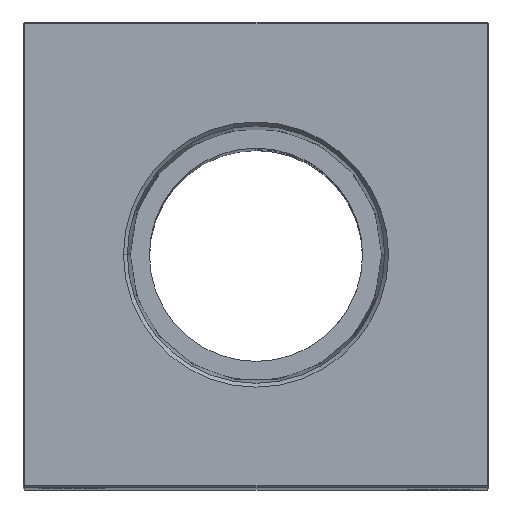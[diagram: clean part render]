
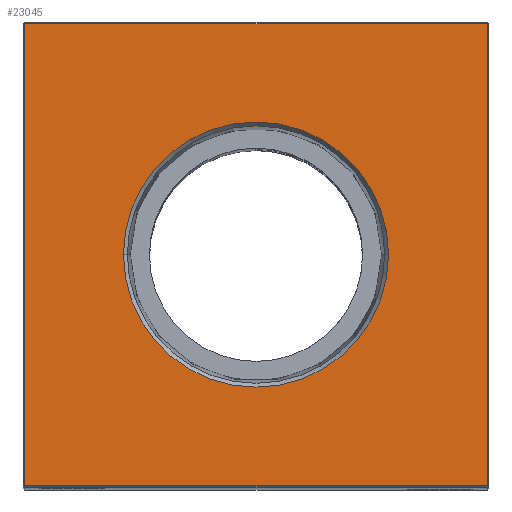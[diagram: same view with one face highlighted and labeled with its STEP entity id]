
A CAD part, top view. The second image highlights one B-rep face of the part: STEP entity #23045.
In plain terms, the highlighted planar face has unit normal (0, 0, 1).
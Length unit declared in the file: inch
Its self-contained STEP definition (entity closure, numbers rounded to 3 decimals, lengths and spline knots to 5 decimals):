
#157 = AXIS2_PLACEMENT_3D ( 'NONE', #15673, #5305, #9377 ) ;
#642 = CARTESIAN_POINT ( 'NONE',  ( -1.49, -1.49, 10.5 ) ) ;
#811 = VERTEX_POINT ( 'NONE', #14836 ) ;
#1210 = EDGE_CURVE ( 'NONE', #13649, #7816, #15842, .T. ) ;
#2152 = EDGE_CURVE ( 'NONE', #811, #25972, #21444, .T. ) ;
#2264 = CARTESIAN_POINT ( 'NONE',  ( 1.49, 0., 10.5 ) ) ;
#2281 = ORIENTED_EDGE ( 'NONE', *, *, #2152, .T. ) ;
#2345 = CARTESIAN_POINT ( 'NONE',  ( -1.49, 1.49, 10.5 ) ) ;
#2397 = DIRECTION ( 'NONE',  ( 0., 1., 0. ) ) ;
#2482 = ORIENTED_EDGE ( 'NONE', *, *, #2713, .T. ) ;
#2713 = EDGE_CURVE ( 'NONE', #11002, #18655, #25426, .T. ) ;
#3398 = VECTOR ( 'NONE', #21356, 39.37008 ) ;
#4121 = EDGE_LOOP ( 'NONE', ( #2482, #10149, #2281, #17421 ) ) ;
#4562 = FACE_BOUND ( 'NONE', #9912, .T. ) ;
#5305 = DIRECTION ( 'NONE',  ( 0., 0., 1. ) ) ;
#5406 = VECTOR ( 'NONE', #7637, 39.37008 ) ;
#6009 = AXIS2_PLACEMENT_3D ( 'NONE', #23871, #9323, #26130 ) ;
#6252 = FACE_OUTER_BOUND ( 'NONE', #4121, .T. ) ;
#6665 = DIRECTION ( 'NONE',  ( -1., 0., 0. ) ) ;
#7363 = LINE ( 'NONE', #26824, #5406 ) ;
#7637 = DIRECTION ( 'NONE',  ( -1., 0., 0. ) ) ;
#7816 = VERTEX_POINT ( 'NONE', #14784 ) ;
#9323 = DIRECTION ( 'NONE',  ( 0., 0., 1. ) ) ;
#9377 = DIRECTION ( 'NONE',  ( 1., 0., 0. ) ) ;
#9912 = EDGE_LOOP ( 'NONE', ( #19310, #12667 ) ) ;
#10149 = ORIENTED_EDGE ( 'NONE', *, *, #22919, .T. ) ;
#10190 = CARTESIAN_POINT ( 'NONE',  ( 0., -1.49, 10.5 ) ) ;
#11002 = VERTEX_POINT ( 'NONE', #2345 ) ;
#11870 = LINE ( 'NONE', #10190, #14588 ) ;
#12667 = ORIENTED_EDGE ( 'NONE', *, *, #1210, .F. ) ;
#12685 = PLANE ( 'NONE',  #23099 ) ;
#13038 = EDGE_CURVE ( 'NONE', #7816, #13649, #16704, .T. ) ;
#13649 = VERTEX_POINT ( 'NONE', #16572 ) ;
#13694 = VECTOR ( 'NONE', #2397, 39.37008 ) ;
#14588 = VECTOR ( 'NONE', #25030, 39.37008 ) ;
#14762 = CARTESIAN_POINT ( 'NONE',  ( -1.49, 0., 10.5 ) ) ;
#14784 = CARTESIAN_POINT ( 'NONE',  ( 0.85498, 0., 10.5 ) ) ;
#14836 = CARTESIAN_POINT ( 'NONE',  ( 1.49, -1.49, 10.5 ) ) ;
#14854 = CARTESIAN_POINT ( 'NONE',  ( 1.49, 1.49, 10.5 ) ) ;
#15673 = CARTESIAN_POINT ( 'NONE',  ( 0., 0., 10.5 ) ) ;
#15842 = CIRCLE ( 'NONE', #6009, 0.85498 ) ;
#16572 = CARTESIAN_POINT ( 'NONE',  ( -0.85498, 0., 10.5 ) ) ;
#16704 = CIRCLE ( 'NONE', #157, 0.85498 ) ;
#16759 = CARTESIAN_POINT ( 'NONE',  ( 0., 0., 10.5 ) ) ;
#17421 = ORIENTED_EDGE ( 'NONE', *, *, #18044, .T. ) ;
#18044 = EDGE_CURVE ( 'NONE', #25972, #11002, #7363, .T. ) ;
#18655 = VERTEX_POINT ( 'NONE', #642 ) ;
#19310 = ORIENTED_EDGE ( 'NONE', *, *, #13038, .F. ) ;
#21356 = DIRECTION ( 'NONE',  ( 0., -1., 0. ) ) ;
#21444 = LINE ( 'NONE', #2264, #13694 ) ;
#22919 = EDGE_CURVE ( 'NONE', #18655, #811, #11870, .T. ) ;
#23045 = ADVANCED_FACE ( 'NONE', ( #6252, #4562 ), #12685, .F. ) ;
#23099 = AXIS2_PLACEMENT_3D ( 'NONE', #16759, #23741, #6665 ) ;
#23741 = DIRECTION ( 'NONE',  ( 0., 0., -1. ) ) ;
#23871 = CARTESIAN_POINT ( 'NONE',  ( 0., 0., 10.5 ) ) ;
#25030 = DIRECTION ( 'NONE',  ( 1., 0., 0. ) ) ;
#25426 = LINE ( 'NONE', #14762, #3398 ) ;
#25972 = VERTEX_POINT ( 'NONE', #14854 ) ;
#26130 = DIRECTION ( 'NONE',  ( 1., 0., 0. ) ) ;
#26824 = CARTESIAN_POINT ( 'NONE',  ( 0., 1.49, 10.5 ) ) ;
